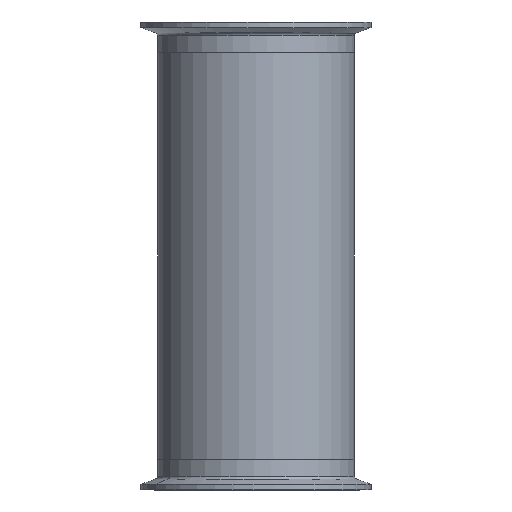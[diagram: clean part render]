
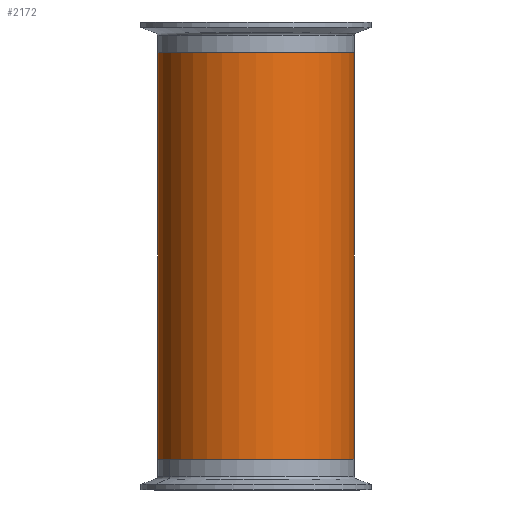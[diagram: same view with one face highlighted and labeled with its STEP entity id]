
A CAD part, front view. The second image highlights one B-rep face of the part: STEP entity #2172.
In plain terms, the highlighted cylindrical face has radius 50.8 mm (diameter 101.6 mm), a partial arc.
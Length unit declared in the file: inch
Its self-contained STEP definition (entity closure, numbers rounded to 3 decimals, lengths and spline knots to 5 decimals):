
#31 = VECTOR ( 'NONE', #1022, 39.37008 ) ;
#143 = CARTESIAN_POINT ( 'NONE',  ( 2., 0., 4.12598 ) ) ;
#306 = VERTEX_POINT ( 'NONE', #2700 ) ;
#321 = EDGE_LOOP ( 'NONE', ( #937, #967, #2661, #705 ) ) ;
#479 = CYLINDRICAL_SURFACE ( 'NONE', #709, 2. ) ;
#705 = ORIENTED_EDGE ( 'NONE', *, *, #1758, .T. ) ;
#709 = AXIS2_PLACEMENT_3D ( 'NONE', #2350, #2112, #777 ) ;
#764 = DIRECTION ( 'NONE',  ( 0., 0., -1. ) ) ;
#775 = VERTEX_POINT ( 'NONE', #1270 ) ;
#777 = DIRECTION ( 'NONE',  ( -1., 0., 0. ) ) ;
#806 = DIRECTION ( 'NONE',  ( 1., 0., 0. ) ) ;
#847 = AXIS2_PLACEMENT_3D ( 'NONE', #1039, #2174, #806 ) ;
#860 = CIRCLE ( 'NONE', #847, 2. ) ;
#937 = ORIENTED_EDGE ( 'NONE', *, *, #2475, .F. ) ;
#967 = ORIENTED_EDGE ( 'NONE', *, *, #2381, .F. ) ;
#1022 = DIRECTION ( 'NONE',  ( 0., 0., -1. ) ) ;
#1039 = CARTESIAN_POINT ( 'NONE',  ( 0., 0., 4.12598 ) ) ;
#1167 = AXIS2_PLACEMENT_3D ( 'NONE', #1591, #2516, #2726 ) ;
#1246 = CIRCLE ( 'NONE', #1167, 2. ) ;
#1270 = CARTESIAN_POINT ( 'NONE',  ( -2., 0., -4.12598 ) ) ;
#1478 = LINE ( 'NONE', #1492, #2439 ) ;
#1492 = CARTESIAN_POINT ( 'NONE',  ( -2., 0., 4.12598 ) ) ;
#1575 = CARTESIAN_POINT ( 'NONE',  ( -2., 0., 4.12598 ) ) ;
#1591 = CARTESIAN_POINT ( 'NONE',  ( 0., 0., -4.12598 ) ) ;
#1632 = EDGE_CURVE ( 'NONE', #2827, #775, #1478, .T. ) ;
#1665 = FACE_OUTER_BOUND ( 'NONE', #321, .T. ) ;
#1685 = CARTESIAN_POINT ( 'NONE',  ( 2., 0., -4.12598 ) ) ;
#1758 = EDGE_CURVE ( 'NONE', #775, #2119, #1246, .T. ) ;
#2112 = DIRECTION ( 'NONE',  ( 0., 0., -1. ) ) ;
#2119 = VERTEX_POINT ( 'NONE', #1685 ) ;
#2172 = ADVANCED_FACE ( 'NONE', ( #1665 ), #479, .T. ) ;
#2174 = DIRECTION ( 'NONE',  ( 0., 0., 1. ) ) ;
#2350 = CARTESIAN_POINT ( 'NONE',  ( 0., 0., 4.12598 ) ) ;
#2381 = EDGE_CURVE ( 'NONE', #2827, #306, #860, .T. ) ;
#2439 = VECTOR ( 'NONE', #764, 39.37008 ) ;
#2475 = EDGE_CURVE ( 'NONE', #306, #2119, #2876, .T. ) ;
#2516 = DIRECTION ( 'NONE',  ( 0., 0., 1. ) ) ;
#2661 = ORIENTED_EDGE ( 'NONE', *, *, #1632, .T. ) ;
#2700 = CARTESIAN_POINT ( 'NONE',  ( 2., 0., 4.12598 ) ) ;
#2726 = DIRECTION ( 'NONE',  ( 1., 0., 0. ) ) ;
#2827 = VERTEX_POINT ( 'NONE', #1575 ) ;
#2876 = LINE ( 'NONE', #143, #31 ) ;
